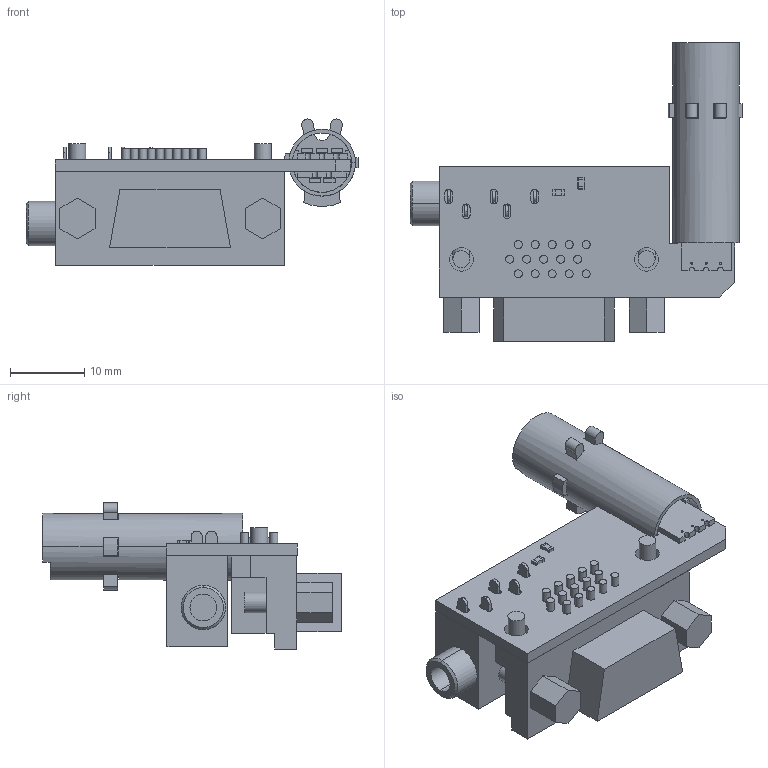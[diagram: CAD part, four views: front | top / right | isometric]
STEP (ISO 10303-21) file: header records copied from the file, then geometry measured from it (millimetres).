
FILE_DESCRIPTION(('KiCad electronic assembly'),'2;1');
FILE_NAME('8DIN2VGA.step','2021-08-24T13:10:04',('An Author'),( 'A Company'),'Open CASCADE STEP processor 7.4', 'KiCad to STEP converter','Unknown');
FILE_SCHEMA(('AUTOMOTIVE_DESIGN { 1 0 10303 214 1 1 1 1 }'));
Length unit declared in the file: millimetre
Products named in the file (14): Open CASCADE STEP translator 7.4 1; C0603C180K4HAC7867; COMPOUND; 8DIN2VGA_Top; 8DIN2VGA_Bottom; Mini_DIN_8_pin; VGA_Female_Slim; SOLID; CUI_DEVICES_SJ1-3535N
Assembly tree (14 placements, depth 3):
  Open CASCADE STEP translator 7.4 1
    C0603C180K4HAC7867  x2
      COMPOUND
    8DIN2VGA_Top
      COMPOUND
    8DIN2VGA_Bottom
      COMPOUND
    Mini_DIN_8_pin
      COMPOUND
    VGA_Female_Slim
      SOLID
    CUI_DEVICES_SJ1-3535N
      SOLID
    COMPOUND
Bounding box: 44.79 x 40.27 x 19.7 mm (x, y, z)
Volume: 6852.2 mm3; surface area: 7421 mm2
Topology: 14 solids, 14 shells, 506 faces, 1229 edges, 780 vertices
Faces by surface type: plane 361, cylinder 127, sphere 16, cone 2
Full cylindrical faces by diameter (mm): 0.3 x7, 1 x15, 1.09 x15, 2.29 x2, 2.8 x2, 3.2 x2
Entity records: 29709 total; most frequent: CARTESIAN_POINT 5918, DIRECTION 4379, LINE 2813, VECTOR 2813, ORIENTED_EDGE 2234, PCURVE 2234, DEFINITIONAL_REPRESENTATION 2234, EDGE_CURVE 1117
